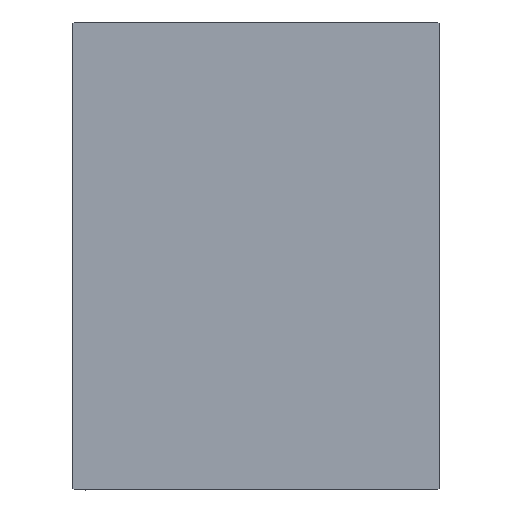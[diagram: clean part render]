
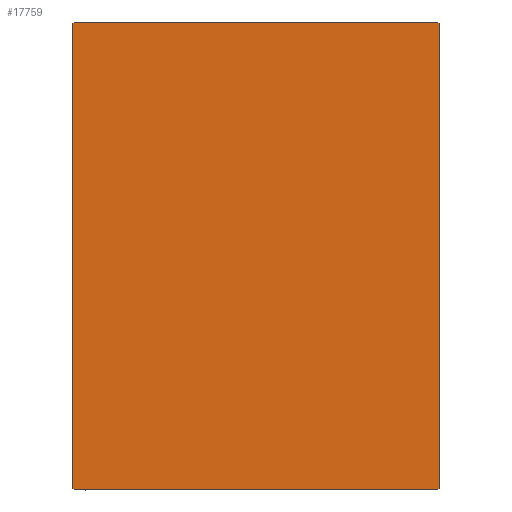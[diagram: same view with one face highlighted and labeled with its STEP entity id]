
A CAD part, left-side view. The second image highlights one B-rep face of the part: STEP entity #17759.
In plain terms, the highlighted face is planar.
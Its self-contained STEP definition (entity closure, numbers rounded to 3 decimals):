
#582 = CARTESIAN_POINT ( 'NONE',  ( 108., -51.1, 51.1 ) ) ;
#640 = EDGE_CURVE ( 'NONE', #8669, #23786, #26122, .T. ) ;
#1061 = LINE ( 'NONE', #13568, #8516 ) ;
#1268 = CARTESIAN_POINT ( 'NONE',  ( 108., -44.7, 57.5 ) ) ;
#1271 = CARTESIAN_POINT ( 'NONE',  ( 108., -44.7, -57.5 ) ) ;
#2962 = CARTESIAN_POINT ( 'NONE',  ( 108., -45., -57.2 ) ) ;
#3484 = EDGE_CURVE ( 'NONE', #39374, #39336, #30077, .T. ) ;
#4404 = VECTOR ( 'NONE', #20811, 1000. ) ;
#6660 = EDGE_LOOP ( 'NONE', ( #24725, #24001, #13105, #17055, #33623, #30604, #35302, #19818 ) ) ;
#7658 = LINE ( 'NONE', #27482, #4404 ) ;
#7665 = VECTOR ( 'NONE', #11524, 1000. ) ;
#8516 = VECTOR ( 'NONE', #38813, 1000. ) ;
#8669 = VERTEX_POINT ( 'NONE', #1271 ) ;
#11524 = DIRECTION ( 'NONE',  ( 0., -1., 0. ) ) ;
#12967 = CARTESIAN_POINT ( 'NONE',  ( 108., -45., -57.5 ) ) ;
#12982 = DIRECTION ( 'NONE',  ( 0., 0.707, 0.707 ) ) ;
#13105 = ORIENTED_EDGE ( 'NONE', *, *, #17553, .T. ) ;
#13568 = CARTESIAN_POINT ( 'NONE',  ( 108., -45., 57.5 ) ) ;
#14355 = CARTESIAN_POINT ( 'NONE',  ( 108., 45., -57.5 ) ) ;
#14537 = CARTESIAN_POINT ( 'NONE',  ( 108., 45., 57.5 ) ) ;
#14751 = VERTEX_POINT ( 'NONE', #2962 ) ;
#14902 = CARTESIAN_POINT ( 'NONE',  ( 108., 44.7, -57.5 ) ) ;
#14912 = VERTEX_POINT ( 'NONE', #38012 ) ;
#15074 = CARTESIAN_POINT ( 'NONE',  ( 108., 45., 57.2 ) ) ;
#15192 = EDGE_CURVE ( 'NONE', #23786, #16781, #39041, .T. ) ;
#16781 = VERTEX_POINT ( 'NONE', #17540 ) ;
#17044 = EDGE_CURVE ( 'NONE', #39336, #14751, #1061, .T. ) ;
#17055 = ORIENTED_EDGE ( 'NONE', *, *, #29361, .T. ) ;
#17540 = CARTESIAN_POINT ( 'NONE',  ( 108., 45., -57.2 ) ) ;
#17553 = EDGE_CURVE ( 'NONE', #16781, #36989, #30926, .T. ) ;
#17759 = ADVANCED_FACE ( 'NONE', ( #20789 ), #24651, .T. ) ;
#17812 = CARTESIAN_POINT ( 'NONE',  ( 108., 51.1, 51.1 ) ) ;
#18274 = VECTOR ( 'NONE', #32659, 1000. ) ;
#19818 = ORIENTED_EDGE ( 'NONE', *, *, #37765, .T. ) ;
#20789 = FACE_OUTER_BOUND ( 'NONE', #6660, .T. ) ;
#20811 = DIRECTION ( 'NONE',  ( 0., 0.707, -0.707 ) ) ;
#21272 = DIRECTION ( 'NONE',  ( 0., 0., 1. ) ) ;
#21449 = LINE ( 'NONE', #14537, #7665 ) ;
#23786 = VERTEX_POINT ( 'NONE', #14902 ) ;
#24001 = ORIENTED_EDGE ( 'NONE', *, *, #15192, .T. ) ;
#24023 = DIRECTION ( 'NONE',  ( 1., 0., 0. ) ) ;
#24651 = PLANE ( 'NONE',  #38796 ) ;
#24725 = ORIENTED_EDGE ( 'NONE', *, *, #640, .T. ) ;
#25476 = EDGE_CURVE ( 'NONE', #14912, #39374, #21449, .T. ) ;
#25480 = DIRECTION ( 'NONE',  ( 0., 1., 0. ) ) ;
#26122 = LINE ( 'NONE', #12967, #26475 ) ;
#26475 = VECTOR ( 'NONE', #25480, 1000. ) ;
#27482 = CARTESIAN_POINT ( 'NONE',  ( 108., -51.1, -51.1 ) ) ;
#29291 = CARTESIAN_POINT ( 'NONE',  ( 108., -45., 57.2 ) ) ;
#29361 = EDGE_CURVE ( 'NONE', #36989, #14912, #30928, .T. ) ;
#30077 = LINE ( 'NONE', #582, #18274 ) ;
#30532 = VECTOR ( 'NONE', #21272, 1000. ) ;
#30604 = ORIENTED_EDGE ( 'NONE', *, *, #3484, .T. ) ;
#30732 = DIRECTION ( 'NONE',  ( 0., -0.707, 0.707 ) ) ;
#30926 = LINE ( 'NONE', #14355, #30532 ) ;
#30928 = LINE ( 'NONE', #17812, #38568 ) ;
#32659 = DIRECTION ( 'NONE',  ( 0., -0.707, -0.707 ) ) ;
#33623 = ORIENTED_EDGE ( 'NONE', *, *, #25476, .T. ) ;
#35302 = ORIENTED_EDGE ( 'NONE', *, *, #17044, .T. ) ;
#36919 = DIRECTION ( 'NONE',  ( 0., 0., -1. ) ) ;
#36989 = VERTEX_POINT ( 'NONE', #15074 ) ;
#37017 = VECTOR ( 'NONE', #12982, 1000. ) ;
#37760 = CARTESIAN_POINT ( 'NONE',  ( 108., 0., 0. ) ) ;
#37765 = EDGE_CURVE ( 'NONE', #14751, #8669, #7658, .T. ) ;
#38012 = CARTESIAN_POINT ( 'NONE',  ( 108., 44.7, 57.5 ) ) ;
#38568 = VECTOR ( 'NONE', #30732, 1000. ) ;
#38602 = CARTESIAN_POINT ( 'NONE',  ( 108., 51.1, -51.1 ) ) ;
#38796 = AXIS2_PLACEMENT_3D ( 'NONE', #37760, #24023, #36919 ) ;
#38813 = DIRECTION ( 'NONE',  ( 0., 0., -1. ) ) ;
#39041 = LINE ( 'NONE', #38602, #37017 ) ;
#39336 = VERTEX_POINT ( 'NONE', #29291 ) ;
#39374 = VERTEX_POINT ( 'NONE', #1268 ) ;
